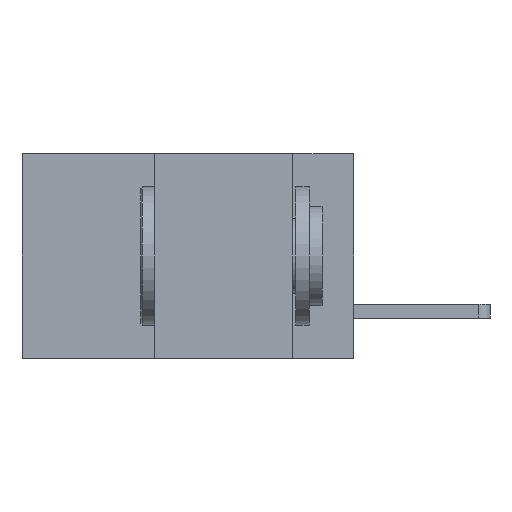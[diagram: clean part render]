
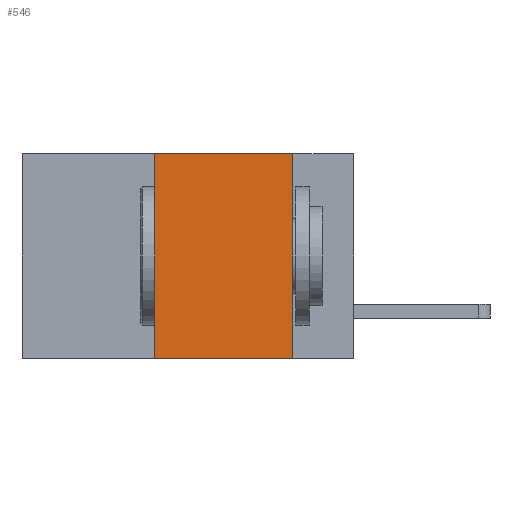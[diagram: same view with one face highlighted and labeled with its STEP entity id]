
A CAD part, left-side view. The second image highlights one B-rep face of the part: STEP entity #546.
In plain terms, the highlighted planar face has unit normal (-1, 0, 0).
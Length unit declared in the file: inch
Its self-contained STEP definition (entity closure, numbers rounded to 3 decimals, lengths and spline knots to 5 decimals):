
#546 = ADVANCED_FACE ( 'NONE', ( #12504 ), #7161, .F. ) ;
#558 = DIRECTION ( 'NONE',  ( 0., 0., 1. ) ) ;
#1429 = CARTESIAN_POINT ( 'NONE',  ( 0., 0.36, 0. ) ) ;
#2285 = VECTOR ( 'NONE', #558, 39.37008 ) ;
#2453 = ORIENTED_EDGE ( 'NONE', *, *, #3325, .F. ) ;
#2497 = LINE ( 'NONE', #11462, #3819 ) ;
#2506 = DIRECTION ( 'NONE',  ( 0., 0., -1. ) ) ;
#2981 = ORIENTED_EDGE ( 'NONE', *, *, #5905, .F. ) ;
#2993 = EDGE_CURVE ( 'NONE', #4078, #12899, #8563, .T. ) ;
#3325 = EDGE_CURVE ( 'NONE', #6257, #12899, #2497, .T. ) ;
#3819 = VECTOR ( 'NONE', #6940, 39.37008 ) ;
#3884 = DIRECTION ( 'NONE',  ( 1., 0., 0. ) ) ;
#4078 = VERTEX_POINT ( 'NONE', #13689 ) ;
#4243 = CARTESIAN_POINT ( 'NONE',  ( 0., 0.36, 0. ) ) ;
#4291 = VECTOR ( 'NONE', #8630, 39.37008 ) ;
#5406 = EDGE_LOOP ( 'NONE', ( #2453, #8618, #2981, #9137 ) ) ;
#5905 = EDGE_CURVE ( 'NONE', #4078, #7817, #10320, .T. ) ;
#6257 = VERTEX_POINT ( 'NONE', #6794 ) ;
#6794 = CARTESIAN_POINT ( 'NONE',  ( 0., 0.11, 0. ) ) ;
#6940 = DIRECTION ( 'NONE',  ( 0., 0., -1. ) ) ;
#7161 = PLANE ( 'NONE',  #12876 ) ;
#7703 = CARTESIAN_POINT ( 'NONE',  ( 0., 0.11, -0.37 ) ) ;
#7817 = VERTEX_POINT ( 'NONE', #4243 ) ;
#8563 = LINE ( 'NONE', #11919, #4291 ) ;
#8618 = ORIENTED_EDGE ( 'NONE', *, *, #13537, .F. ) ;
#8630 = DIRECTION ( 'NONE',  ( 0., -1., 0. ) ) ;
#9137 = ORIENTED_EDGE ( 'NONE', *, *, #2993, .T. ) ;
#9557 = DIRECTION ( 'NONE',  ( 0., -1., 0. ) ) ;
#10320 = LINE ( 'NONE', #1429, #2285 ) ;
#11462 = CARTESIAN_POINT ( 'NONE',  ( 0., 0.11, 0. ) ) ;
#11751 = CARTESIAN_POINT ( 'NONE',  ( 0., 0.6, 0. ) ) ;
#11919 = CARTESIAN_POINT ( 'NONE',  ( 0., 0.6, -0.37 ) ) ;
#12504 = FACE_OUTER_BOUND ( 'NONE', #5406, .T. ) ;
#12844 = LINE ( 'NONE', #11751, #14124 ) ;
#12876 = AXIS2_PLACEMENT_3D ( 'NONE', #13749, #3884, #2506 ) ;
#12899 = VERTEX_POINT ( 'NONE', #7703 ) ;
#13537 = EDGE_CURVE ( 'NONE', #7817, #6257, #12844, .T. ) ;
#13689 = CARTESIAN_POINT ( 'NONE',  ( 0., 0.36, -0.37 ) ) ;
#13749 = CARTESIAN_POINT ( 'NONE',  ( 0., 0.6, 0. ) ) ;
#14124 = VECTOR ( 'NONE', #9557, 39.37008 ) ;
